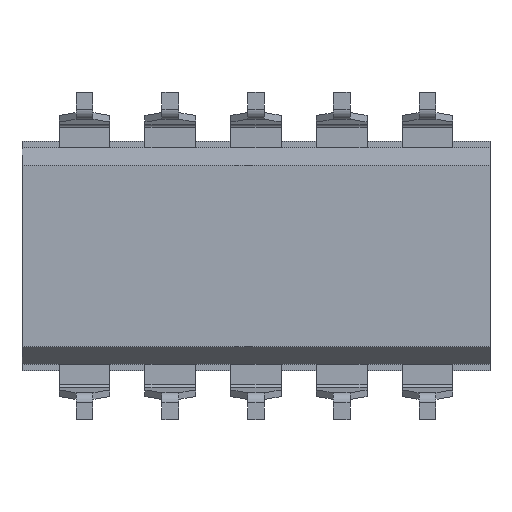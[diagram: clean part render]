
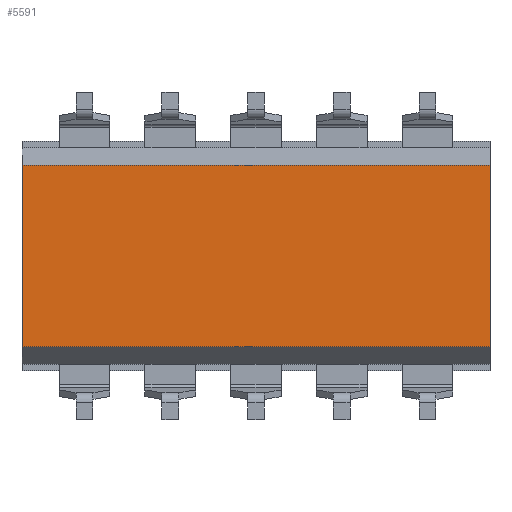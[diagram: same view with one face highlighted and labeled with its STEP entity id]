
A CAD part, front view. The second image highlights one B-rep face of the part: STEP entity #5591.
In plain terms, the highlighted planar face has unit normal (0, -1, 0).
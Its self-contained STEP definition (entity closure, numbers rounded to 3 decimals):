
#225 = ORIENTED_EDGE ( 'NONE', *, *, #13604, .F. ) ;
#264 = VECTOR ( 'NONE', #11346, 1000. ) ;
#301 = LINE ( 'NONE', #6835, #264 ) ;
#736 = VERTEX_POINT ( 'NONE', #2635 ) ;
#1600 = FACE_OUTER_BOUND ( 'NONE', #12531, .T. ) ;
#2222 = CARTESIAN_POINT ( 'NONE',  ( -6.93, 0.5, -2.68 ) ) ;
#2452 = CARTESIAN_POINT ( 'NONE',  ( -6.93, 0.5, 2.68 ) ) ;
#2521 = EDGE_CURVE ( 'NONE', #4136, #6241, #6460, .T. ) ;
#2635 = CARTESIAN_POINT ( 'NONE',  ( 6.93, 0.5, -2.68 ) ) ;
#3256 = ORIENTED_EDGE ( 'NONE', *, *, #8347, .F. ) ;
#4136 = VERTEX_POINT ( 'NONE', #2452 ) ;
#4501 = ORIENTED_EDGE ( 'NONE', *, *, #2521, .T. ) ;
#4831 = PLANE ( 'NONE',  #5481 ) ;
#5481 = AXIS2_PLACEMENT_3D ( 'NONE', #14180, #6350, #7517 ) ;
#5591 = ADVANCED_FACE ( 'NONE', ( #1600 ), #4831, .F. ) ;
#5628 = CARTESIAN_POINT ( 'NONE',  ( 6.93, 0.5, 2.68 ) ) ;
#5653 = VECTOR ( 'NONE', #14610, 1000. ) ;
#6120 = ORIENTED_EDGE ( 'NONE', *, *, #7025, .T. ) ;
#6241 = VERTEX_POINT ( 'NONE', #2222 ) ;
#6350 = DIRECTION ( 'NONE',  ( 0., 1., 0. ) ) ;
#6452 = LINE ( 'NONE', #13107, #11003 ) ;
#6460 = LINE ( 'NONE', #8755, #8271 ) ;
#6835 = CARTESIAN_POINT ( 'NONE',  ( 6.93, 0.5, -2.68 ) ) ;
#7025 = EDGE_CURVE ( 'NONE', #8923, #4136, #11290, .T. ) ;
#7484 = DIRECTION ( 'NONE',  ( -1., 0., 0. ) ) ;
#7517 = DIRECTION ( 'NONE',  ( 0., 0., 1. ) ) ;
#7794 = DIRECTION ( 'NONE',  ( 0., 0., -1. ) ) ;
#8271 = VECTOR ( 'NONE', #7794, 1000. ) ;
#8347 = EDGE_CURVE ( 'NONE', #8923, #736, #301, .T. ) ;
#8755 = CARTESIAN_POINT ( 'NONE',  ( -6.93, 0.5, -2.68 ) ) ;
#8923 = VERTEX_POINT ( 'NONE', #5628 ) ;
#11003 = VECTOR ( 'NONE', #7484, 1000. ) ;
#11290 = LINE ( 'NONE', #13569, #5653 ) ;
#11346 = DIRECTION ( 'NONE',  ( 0., 0., -1. ) ) ;
#12531 = EDGE_LOOP ( 'NONE', ( #4501, #225, #3256, #6120 ) ) ;
#13107 = CARTESIAN_POINT ( 'NONE',  ( 6.93, 0.5, -2.68 ) ) ;
#13569 = CARTESIAN_POINT ( 'NONE',  ( 6.93, 0.5, 2.68 ) ) ;
#13604 = EDGE_CURVE ( 'NONE', #736, #6241, #6452, .T. ) ;
#14180 = CARTESIAN_POINT ( 'NONE',  ( 6.93, 0.5, -2.68 ) ) ;
#14610 = DIRECTION ( 'NONE',  ( -1., 0., 0. ) ) ;
